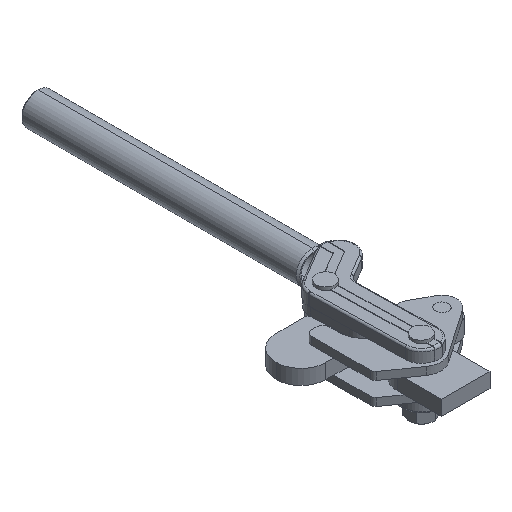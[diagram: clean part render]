
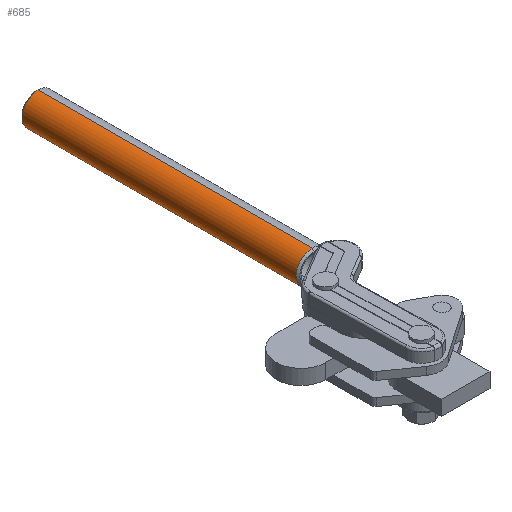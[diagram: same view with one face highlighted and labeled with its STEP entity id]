
A CAD part, isometric view. The second image highlights one B-rep face of the part: STEP entity #685.
In plain terms, the highlighted cylindrical face has radius 8.65 mm (diameter 17.3 mm), a partial arc.
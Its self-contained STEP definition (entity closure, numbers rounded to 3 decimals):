
#17 = VERTEX_POINT ( 'NONE', #7769 ) ;
#57 = VECTOR ( 'NONE', #7491, 1000. ) ;
#409 = EDGE_CURVE ( 'NONE', #17, #7282, #6897, .T. ) ;
#685 = ADVANCED_FACE ( 'NONE', ( #3864 ), #1109, .T. ) ;
#848 = DIRECTION ( 'NONE',  ( 0., -1., 0. ) ) ;
#1109 = CYLINDRICAL_SURFACE ( 'NONE', #10791, 8.65 ) ;
#1251 = CARTESIAN_POINT ( 'NONE',  ( 0., 150., 8.65 ) ) ;
#1284 = EDGE_LOOP ( 'NONE', ( #4043, #4142, #10226, #9157 ) ) ;
#1438 = VERTEX_POINT ( 'NONE', #2839 ) ;
#1845 = DIRECTION ( 'NONE',  ( 0., 0., -1. ) ) ;
#2163 = CIRCLE ( 'NONE', #6493, 8.65 ) ;
#2298 = EDGE_CURVE ( 'NONE', #7282, #1438, #4968, .T. ) ;
#2839 = CARTESIAN_POINT ( 'NONE',  ( 0., 1., -8.65 ) ) ;
#3726 = LINE ( 'NONE', #1251, #8503 ) ;
#3864 = FACE_OUTER_BOUND ( 'NONE', #1284, .T. ) ;
#4043 = ORIENTED_EDGE ( 'NONE', *, *, #6638, .F. ) ;
#4142 = ORIENTED_EDGE ( 'NONE', *, *, #409, .T. ) ;
#4968 = LINE ( 'NONE', #9294, #57 ) ;
#5094 = DIRECTION ( 'NONE',  ( 0., -1., 0. ) ) ;
#5324 = CARTESIAN_POINT ( 'NONE',  ( 0., 1., 8.65 ) ) ;
#5496 = EDGE_CURVE ( 'NONE', #1438, #9122, #2163, .T. ) ;
#5972 = DIRECTION ( 'NONE',  ( 0., 0., 1. ) ) ;
#6010 = DIRECTION ( 'NONE',  ( 0., 1., 0. ) ) ;
#6046 = CARTESIAN_POINT ( 'NONE',  ( 0., 1., 0. ) ) ;
#6493 = AXIS2_PLACEMENT_3D ( 'NONE', #6046, #6010, #5972 ) ;
#6638 = EDGE_CURVE ( 'NONE', #17, #9122, #3726, .T. ) ;
#6839 = DIRECTION ( 'NONE',  ( 0., 0., 1. ) ) ;
#6897 = CIRCLE ( 'NONE', #7643, 8.65 ) ;
#7213 = CARTESIAN_POINT ( 'NONE',  ( 0., 149., -8.65 ) ) ;
#7282 = VERTEX_POINT ( 'NONE', #7213 ) ;
#7491 = DIRECTION ( 'NONE',  ( 0., -1., 0. ) ) ;
#7514 = CARTESIAN_POINT ( 'NONE',  ( 0., 149., 0. ) ) ;
#7643 = AXIS2_PLACEMENT_3D ( 'NONE', #7514, #5094, #6839 ) ;
#7769 = CARTESIAN_POINT ( 'NONE',  ( 0., 149., 8.65 ) ) ;
#8503 = VECTOR ( 'NONE', #848, 1000. ) ;
#9122 = VERTEX_POINT ( 'NONE', #5324 ) ;
#9157 = ORIENTED_EDGE ( 'NONE', *, *, #5496, .T. ) ;
#9294 = CARTESIAN_POINT ( 'NONE',  ( 0., 150., -8.65 ) ) ;
#10226 = ORIENTED_EDGE ( 'NONE', *, *, #2298, .T. ) ;
#10301 = CARTESIAN_POINT ( 'NONE',  ( 0., 150., 0. ) ) ;
#10791 = AXIS2_PLACEMENT_3D ( 'NONE', #10301, #11525, #1845 ) ;
#11525 = DIRECTION ( 'NONE',  ( 0., -1., 0. ) ) ;
